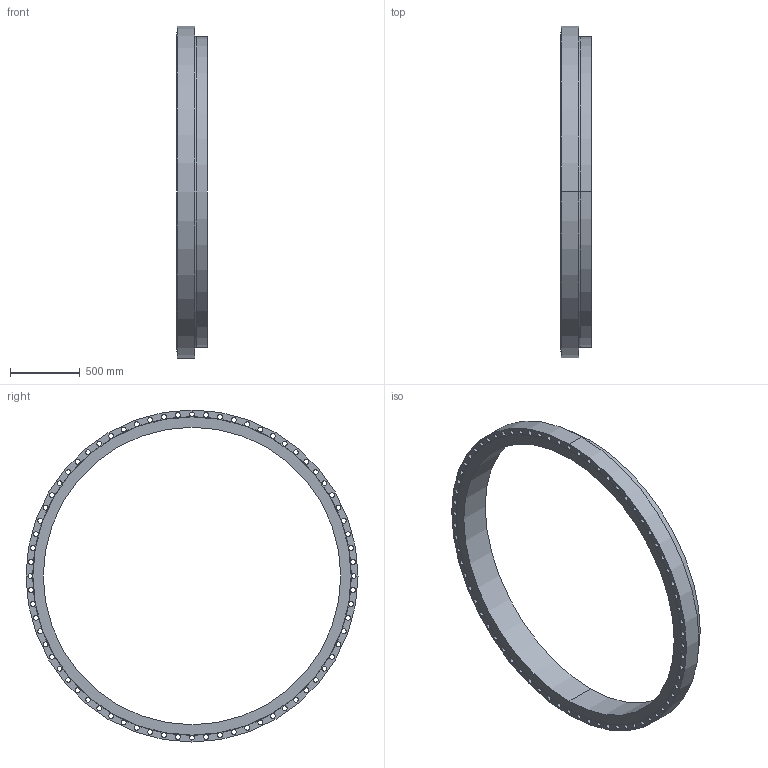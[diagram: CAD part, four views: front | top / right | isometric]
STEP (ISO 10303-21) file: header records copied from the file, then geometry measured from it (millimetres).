
FILE_DESCRIPTION (( 'STEP AP203' ), '1' );
FILE_NAME ('84_CL175_B161_RF_SOF.STEP', '2024-01-12T04:12:48', ( '' ), ( '' ), 'SwSTEP 2.0', 'SolidWorks 2023', '' );
FILE_SCHEMA (( 'CONFIG_CONTROL_DESIGN' ));
Length unit declared in the file: inch
Products named in the file (1): 84_CL175_B161_RF_SOF
Bounding box: 217.49 x 2387.6 x 2387.6 mm (x, y, z)
Volume: 133137736.3 mm3; surface area: 5648341 mm2
Topology: 1 solids, 1 shells, 158 faces, 600 edges, 374 vertices
Faces by surface type: cylinder 152, plane 4, torus 2
Entity records: 6899 total; most frequent: DIRECTION 1366, ORIENTED_EDGE 1200, CARTESIAN_POINT 1133, AXIS2_PLACEMENT_3D 607, EDGE_CURVE 600, CIRCLE 448, VERTEX_POINT 374, EDGE_LOOP 234
